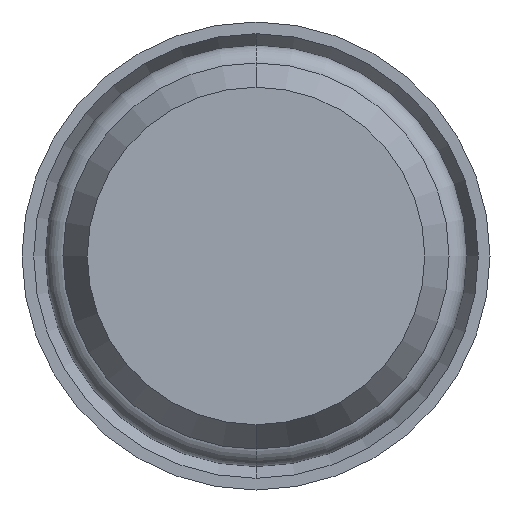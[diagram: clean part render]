
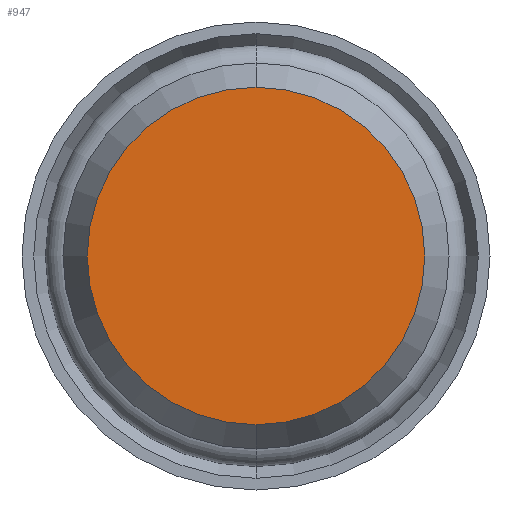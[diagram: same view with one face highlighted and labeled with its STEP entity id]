
A CAD part, front view. The second image highlights one B-rep face of the part: STEP entity #947.
In plain terms, the highlighted planar face has unit normal (0, -1, 0).
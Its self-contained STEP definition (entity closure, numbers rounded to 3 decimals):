
#140 = EDGE_LOOP ( 'NONE', ( #1278, #1279 ) ) ;
#414 = VERTEX_POINT ( 'NONE', #647 ) ;
#647 = CARTESIAN_POINT ( 'NONE',  ( 0., 0., 7.211 ) ) ;
#705 = CIRCLE ( 'NONE', #707, 7.211 ) ;
#707 = AXIS2_PLACEMENT_3D ( 'NONE', #1472, #1473, #1474 ) ;
#739 = CIRCLE ( 'NONE', #746, 7.211 ) ;
#746 = AXIS2_PLACEMENT_3D ( 'NONE', #1533, #1534, #1535 ) ;
#778 = AXIS2_PLACEMENT_3D ( 'NONE', #1605, #1606, #1607 ) ;
#900 = EDGE_CURVE ( 'NONE', #1189, #414, #705, .T. ) ;
#925 = EDGE_CURVE ( 'NONE', #414, #1189, #739, .T. ) ;
#947 = ADVANCED_FACE ( 'NONE', ( #1418 ), #1604, .T. ) ;
#1189 = VERTEX_POINT ( 'NONE', #1621 ) ;
#1278 = ORIENTED_EDGE ( 'NONE', *, *, #925, .T. ) ;
#1279 = ORIENTED_EDGE ( 'NONE', *, *, #900, .T. ) ;
#1418 = FACE_OUTER_BOUND ( 'NONE', #140, .T. ) ;
#1472 = CARTESIAN_POINT ( 'NONE',  ( 0., 0., 0. ) ) ;
#1473 = DIRECTION ( 'NONE',  ( 0., -1., 0. ) ) ;
#1474 = DIRECTION ( 'NONE',  ( 0., 0., -1. ) ) ;
#1533 = CARTESIAN_POINT ( 'NONE',  ( 0., 0., 0. ) ) ;
#1534 = DIRECTION ( 'NONE',  ( 0., -1., 0. ) ) ;
#1535 = DIRECTION ( 'NONE',  ( 0., 0., -1. ) ) ;
#1604 = PLANE ( 'NONE',  #778 ) ;
#1605 = CARTESIAN_POINT ( 'NONE',  ( 10., 0., 0. ) ) ;
#1606 = DIRECTION ( 'NONE',  ( 0., -1., 0. ) ) ;
#1607 = DIRECTION ( 'NONE',  ( 0., 0., -1. ) ) ;
#1621 = CARTESIAN_POINT ( 'NONE',  ( 0., 0., -7.211 ) ) ;
